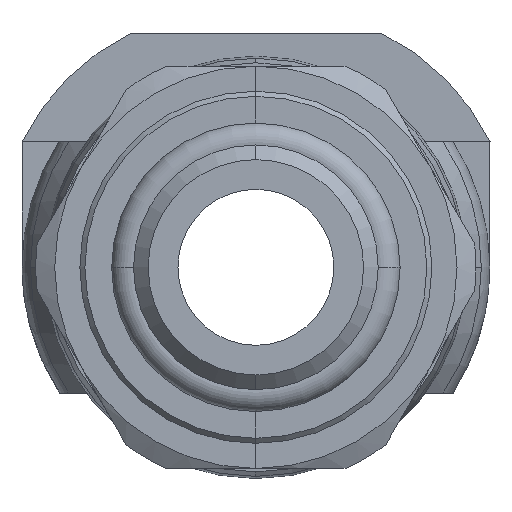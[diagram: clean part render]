
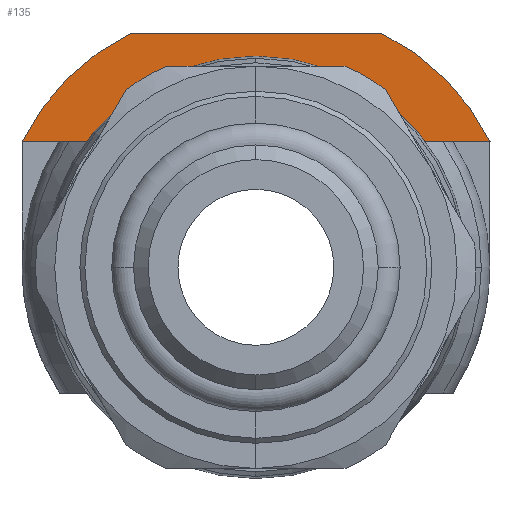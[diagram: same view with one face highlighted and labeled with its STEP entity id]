
A CAD part, front view. The second image highlights one B-rep face of the part: STEP entity #135.
In plain terms, the highlighted planar face has unit normal (0, -1, 0).
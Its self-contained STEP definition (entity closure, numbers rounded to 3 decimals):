
#135=ADVANCED_FACE('',(#392),#393,.T.);
#392=FACE_OUTER_BOUND('',#731,.T.);
#393=PLANE('',#732);
#731=EDGE_LOOP('',(#1627,#1628,#1629,#1630,#1631,#1632,#1633,#1634,#1635));
#732=AXIS2_PLACEMENT_3D('',#1636,#1637,#1638);
#1627=ORIENTED_EDGE('',*,*,#2537,.F.);
#1628=ORIENTED_EDGE('',*,*,#2389,.F.);
#1629=ORIENTED_EDGE('',*,*,#2407,.F.);
#1630=ORIENTED_EDGE('',*,*,#2545,.F.);
#1631=ORIENTED_EDGE('',*,*,#2546,.F.);
#1632=ORIENTED_EDGE('',*,*,#2547,.F.);
#1633=ORIENTED_EDGE('',*,*,#2548,.F.);
#1634=ORIENTED_EDGE('',*,*,#2549,.F.);
#1635=ORIENTED_EDGE('',*,*,#2550,.F.);
#1636=CARTESIAN_POINT('',(0.015,-5.8,1.212));
#1637=DIRECTION('',(0.,-1.0,0.));
#1638=DIRECTION('',(-1.0,0.,0.));
#2389=EDGE_CURVE('',#2939,#2941,#2942,.T.);
#2407=EDGE_CURVE('',#2975,#2939,#2977,.T.);
#2537=EDGE_CURVE('',#2941,#3181,#3182,.T.);
#2545=EDGE_CURVE('',#3194,#2975,#3196,.T.);
#2546=EDGE_CURVE('',#3197,#3194,#3198,.T.);
#2547=EDGE_CURVE('',#3199,#3197,#3200,.T.);
#2548=EDGE_CURVE('',#3201,#3199,#3202,.T.);
#2549=EDGE_CURVE('',#3203,#3201,#3204,.T.);
#2550=EDGE_CURVE('',#3181,#3203,#3205,.T.);
#2939=VERTEX_POINT('',#3768);
#2941=VERTEX_POINT('',#3771);
#2942=CIRCLE('',#3772,7.6);
#2975=VERTEX_POINT('',#3922);
#2977=CIRCLE('',#3925,7.6);
#3181=VERTEX_POINT('',#4461);
#3182=LINE('',#4462,#4463);
#3194=VERTEX_POINT('',#4495);
#3196=LINE('',#4498,#4499);
#3197=VERTEX_POINT('',#4500);
#3198=LINE('',#4501,#4502);
#3199=VERTEX_POINT('',#4503);
#3200=LINE('',#4504,#4505);
#3201=VERTEX_POINT('',#4506);
#3202=CIRCLE('',#4507,9.446);
#3203=VERTEX_POINT('',#4508);
#3204=LINE('',#4509,#4510);
#3205=CIRCLE('',#4511,9.446);
#3768=CARTESIAN_POINT('',(0.,-5.8,7.6));
#3771=CARTESIAN_POINT('',(-5.724,-5.8,5.0));
#3772=AXIS2_PLACEMENT_3D('',#5320,#5321,#5322);
#3922=CARTESIAN_POINT('',(5.724,-5.8,5.0));
#3925=AXIS2_PLACEMENT_3D('',#5349,#5350,#5351);
#4461=CARTESIAN_POINT('',(-9.29,-5.8,5.));
#4462=CARTESIAN_POINT('',(0.007,-5.8,5.0));
#4463=VECTOR('',#5525,1.0);
#4495=CARTESIAN_POINT('',(9.3,-5.8,5.0));
#4498=CARTESIAN_POINT('',(0.007,-5.8,5.0));
#4499=VECTOR('',#5531,1.0);
#4500=CARTESIAN_POINT('',(9.305,-5.8,0.));
#4501=CARTESIAN_POINT('',(9.3,-5.8,1.856));
#4502=VECTOR('',#5532,1.0);
#4503=CARTESIAN_POINT('',(9.31,-5.8,5.));
#4504=CARTESIAN_POINT('',(9.31,-5.8,0.));
#4505=VECTOR('',#5533,1.0);
#4506=CARTESIAN_POINT('',(5.01,-5.8,9.3));
#4507=AXIS2_PLACEMENT_3D('',#5534,#5535,#5536);
#4508=CARTESIAN_POINT('',(-4.99,-5.8,9.3));
#4509=CARTESIAN_POINT('',(5.01,-5.8,9.3));
#4510=VECTOR('',#5537,1.0);
#4511=AXIS2_PLACEMENT_3D('',#5538,#5539,#5540);
#5320=CARTESIAN_POINT('',(0.,-5.8,0.));
#5321=DIRECTION('',(0.,-1.0,0.));
#5322=DIRECTION('',(0.,0.,1.0));
#5349=CARTESIAN_POINT('',(0.,-5.8,0.));
#5350=DIRECTION('',(0.,-1.0,0.));
#5351=DIRECTION('',(0.,0.,1.0));
#5525=DIRECTION('',(-1.0,0.,0.));
#5531=DIRECTION('',(-1.0,0.,0.));
#5532=DIRECTION('',(0.,0.,1.0));
#5533=DIRECTION('',(0.,0.,-1.0));
#5534=CARTESIAN_POINT('',(0.836,-5.8,0.826));
#5535=DIRECTION('',(0.,1.0,0.));
#5536=DIRECTION('',(-1.0,0.,0.));
#5537=DIRECTION('',(1.0,0.,0.));
#5538=CARTESIAN_POINT('',(-0.816,-5.8,0.826));
#5539=DIRECTION('',(0.,1.0,0.));
#5540=DIRECTION('',(-1.0,0.,0.));
